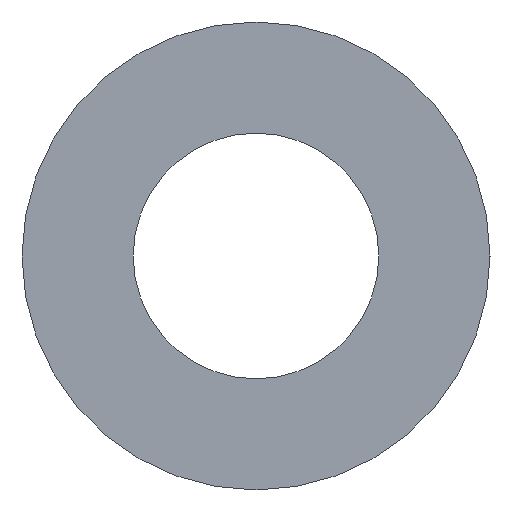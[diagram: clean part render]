
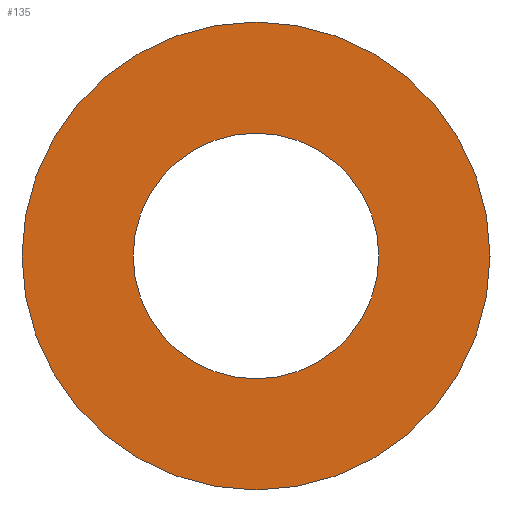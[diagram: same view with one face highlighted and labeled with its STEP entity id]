
A CAD part, left-side view. The second image highlights one B-rep face of the part: STEP entity #135.
In plain terms, the highlighted planar face has unit normal (-1, 0, 0).
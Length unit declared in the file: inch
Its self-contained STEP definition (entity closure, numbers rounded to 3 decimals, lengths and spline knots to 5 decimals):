
#4 = EDGE_LOOP ( 'NONE', ( #71, #33 ) ) ;
#17 = PLANE ( 'NONE',  #70 ) ;
#20 = VERTEX_POINT ( 'NONE', #208 ) ;
#25 = AXIS2_PLACEMENT_3D ( 'NONE', #131, #94, #29 ) ;
#26 = DIRECTION ( 'NONE',  ( -1., 0., 0. ) ) ;
#29 = DIRECTION ( 'NONE',  ( 0., 0., 1. ) ) ;
#33 = ORIENTED_EDGE ( 'NONE', *, *, #63, .F. ) ;
#37 = DIRECTION ( 'NONE',  ( -1., 0., 0. ) ) ;
#41 = EDGE_CURVE ( 'NONE', #20, #65, #138, .T. ) ;
#50 = DIRECTION ( 'NONE',  ( 0., 0., 1. ) ) ;
#52 = CIRCLE ( 'NONE', #142, 0.1875 ) ;
#56 = EDGE_CURVE ( 'NONE', #111, #128, #155, .T. ) ;
#60 = CARTESIAN_POINT ( 'NONE',  ( -0.5, 0., 0. ) ) ;
#63 = EDGE_CURVE ( 'NONE', #128, #111, #79, .T. ) ;
#65 = VERTEX_POINT ( 'NONE', #168 ) ;
#70 = AXIS2_PLACEMENT_3D ( 'NONE', #98, #233, #137 ) ;
#71 = ORIENTED_EDGE ( 'NONE', *, *, #56, .F. ) ;
#76 = FACE_BOUND ( 'NONE', #4, .T. ) ;
#79 = CIRCLE ( 'NONE', #25, 0.09843 ) ;
#87 = DIRECTION ( 'NONE',  ( 0., 0., 1. ) ) ;
#94 = DIRECTION ( 'NONE',  ( -1., 0., 0. ) ) ;
#98 = CARTESIAN_POINT ( 'NONE',  ( -0.5, 0.1875, 0. ) ) ;
#111 = VERTEX_POINT ( 'NONE', #250 ) ;
#125 = ORIENTED_EDGE ( 'NONE', *, *, #41, .T. ) ;
#128 = VERTEX_POINT ( 'NONE', #172 ) ;
#131 = CARTESIAN_POINT ( 'NONE',  ( -0.5, 0., 0. ) ) ;
#135 = ADVANCED_FACE ( 'NONE', ( #76, #186 ), #17, .F. ) ;
#137 = DIRECTION ( 'NONE',  ( 0., 0., -1. ) ) ;
#138 = CIRCLE ( 'NONE', #139, 0.1875 ) ;
#139 = AXIS2_PLACEMENT_3D ( 'NONE', #200, #37, #50 ) ;
#142 = AXIS2_PLACEMENT_3D ( 'NONE', #60, #216, #87 ) ;
#149 = AXIS2_PLACEMENT_3D ( 'NONE', #231, #26, #151 ) ;
#151 = DIRECTION ( 'NONE',  ( 0., 0., 1. ) ) ;
#153 = EDGE_LOOP ( 'NONE', ( #238, #125 ) ) ;
#155 = CIRCLE ( 'NONE', #149, 0.09843 ) ;
#168 = CARTESIAN_POINT ( 'NONE',  ( -0.5, 0., 0.1875 ) ) ;
#172 = CARTESIAN_POINT ( 'NONE',  ( -0.5, 0., -0.09843 ) ) ;
#186 = FACE_OUTER_BOUND ( 'NONE', #153, .T. ) ;
#200 = CARTESIAN_POINT ( 'NONE',  ( -0.5, 0., 0. ) ) ;
#208 = CARTESIAN_POINT ( 'NONE',  ( -0.5, 0., -0.1875 ) ) ;
#216 = DIRECTION ( 'NONE',  ( -1., 0., 0. ) ) ;
#217 = EDGE_CURVE ( 'NONE', #65, #20, #52, .T. ) ;
#231 = CARTESIAN_POINT ( 'NONE',  ( -0.5, 0., 0. ) ) ;
#233 = DIRECTION ( 'NONE',  ( 1., 0., 0. ) ) ;
#238 = ORIENTED_EDGE ( 'NONE', *, *, #217, .T. ) ;
#250 = CARTESIAN_POINT ( 'NONE',  ( -0.5, 0., 0.09843 ) ) ;
